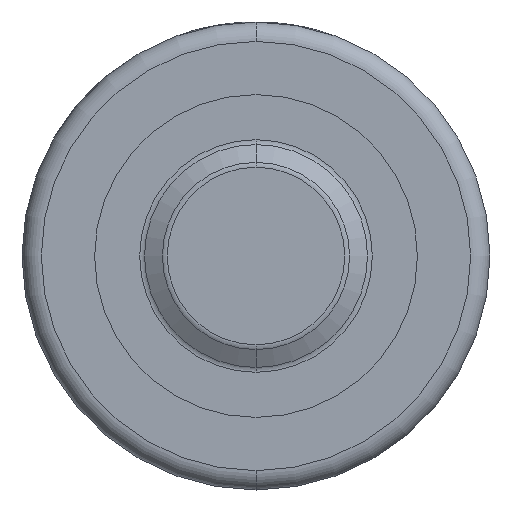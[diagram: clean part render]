
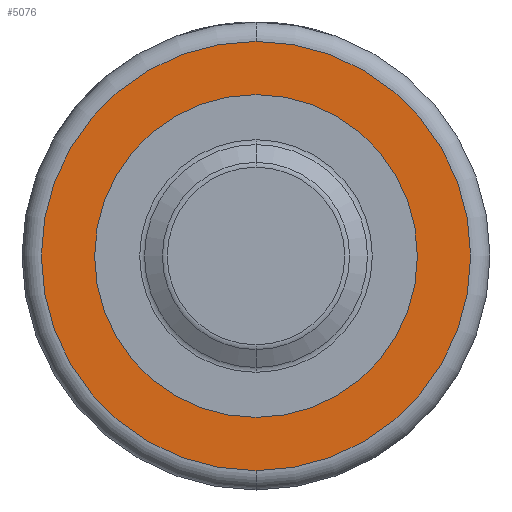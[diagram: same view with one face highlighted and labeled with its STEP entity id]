
A CAD part, front view. The second image highlights one B-rep face of the part: STEP entity #5076.
In plain terms, the highlighted planar face has unit normal (0, -1, 0).
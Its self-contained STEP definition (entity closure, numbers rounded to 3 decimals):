
#29 = EDGE_CURVE ( 'NONE', #910, #673, #3830, .T. ) ;
#74 = ORIENTED_EDGE ( 'NONE', *, *, #889, .T. ) ;
#114 = EDGE_CURVE ( 'NONE', #5171, #2490, #4758, .T. ) ;
#201 = DIRECTION ( 'NONE',  ( 0., 1., 0. ) ) ;
#283 = DIRECTION ( 'NONE',  ( 0., 0., 1. ) ) ;
#325 = AXIS2_PLACEMENT_3D ( 'NONE', #3412, #5024, #2653 ) ;
#396 = EDGE_LOOP ( 'NONE', ( #2544, #74 ) ) ;
#418 = DIRECTION ( 'NONE',  ( 0., 1., 0. ) ) ;
#481 = AXIS2_PLACEMENT_3D ( 'NONE', #2204, #201, #283 ) ;
#556 = FACE_BOUND ( 'NONE', #396, .T. ) ;
#673 = VERTEX_POINT ( 'NONE', #1709 ) ;
#889 = EDGE_CURVE ( 'NONE', #673, #910, #4361, .T. ) ;
#910 = VERTEX_POINT ( 'NONE', #1994 ) ;
#1000 = ORIENTED_EDGE ( 'NONE', *, *, #1405, .F. ) ;
#1019 = DIRECTION ( 'NONE',  ( 0., 0., 1. ) ) ;
#1405 = EDGE_CURVE ( 'NONE', #2490, #5171, #2177, .T. ) ;
#1709 = CARTESIAN_POINT ( 'NONE',  ( 0., -50.2, -5. ) ) ;
#1888 = CARTESIAN_POINT ( 'NONE',  ( 6.65, -50.2, 0. ) ) ;
#1994 = CARTESIAN_POINT ( 'NONE',  ( 0., -50.2, 5. ) ) ;
#2177 = CIRCLE ( 'NONE', #3181, 6.65 ) ;
#2204 = CARTESIAN_POINT ( 'NONE',  ( 0., -50.2, 0. ) ) ;
#2490 = VERTEX_POINT ( 'NONE', #3656 ) ;
#2544 = ORIENTED_EDGE ( 'NONE', *, *, #29, .T. ) ;
#2653 = DIRECTION ( 'NONE',  ( 0., 0., 1. ) ) ;
#2674 = DIRECTION ( 'NONE',  ( 0., 0., 1. ) ) ;
#2946 = AXIS2_PLACEMENT_3D ( 'NONE', #1888, #3463, #2674 ) ;
#3017 = CARTESIAN_POINT ( 'NONE',  ( 0., -50.2, 0. ) ) ;
#3074 = ORIENTED_EDGE ( 'NONE', *, *, #114, .F. ) ;
#3181 = AXIS2_PLACEMENT_3D ( 'NONE', #3252, #418, #4913 ) ;
#3252 = CARTESIAN_POINT ( 'NONE',  ( 0., -50.2, 0. ) ) ;
#3339 = EDGE_LOOP ( 'NONE', ( #3074, #1000 ) ) ;
#3412 = CARTESIAN_POINT ( 'NONE',  ( 0., -50.2, 0. ) ) ;
#3463 = DIRECTION ( 'NONE',  ( 0., 1., 0. ) ) ;
#3656 = CARTESIAN_POINT ( 'NONE',  ( 0., -50.2, -6.65 ) ) ;
#3760 = PLANE ( 'NONE',  #2946 ) ;
#3830 = CIRCLE ( 'NONE', #481, 5. ) ;
#4155 = FACE_OUTER_BOUND ( 'NONE', #3339, .T. ) ;
#4339 = CARTESIAN_POINT ( 'NONE',  ( 0., -50.2, 6.65 ) ) ;
#4361 = CIRCLE ( 'NONE', #325, 5. ) ;
#4505 = AXIS2_PLACEMENT_3D ( 'NONE', #3017, #4623, #1019 ) ;
#4623 = DIRECTION ( 'NONE',  ( 0., 1., 0. ) ) ;
#4758 = CIRCLE ( 'NONE', #4505, 6.65 ) ;
#4913 = DIRECTION ( 'NONE',  ( 0., 0., 1. ) ) ;
#5024 = DIRECTION ( 'NONE',  ( 0., 1., 0. ) ) ;
#5076 = ADVANCED_FACE ( 'NONE', ( #4155, #556 ), #3760, .F. ) ;
#5171 = VERTEX_POINT ( 'NONE', #4339 ) ;
